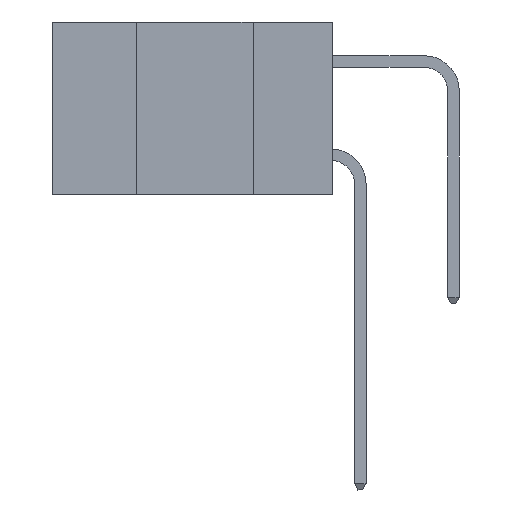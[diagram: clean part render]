
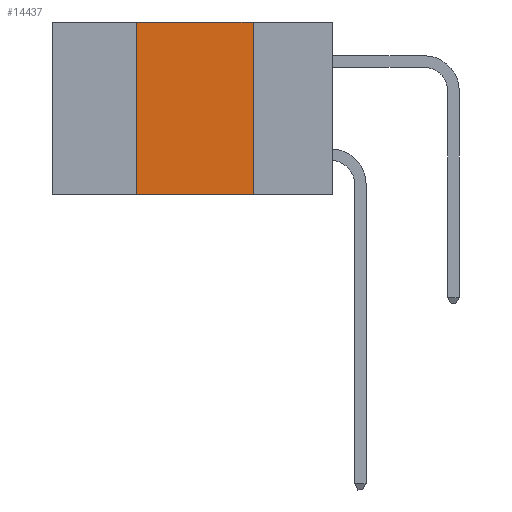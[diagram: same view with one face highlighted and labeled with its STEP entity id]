
A CAD part, left-side view. The second image highlights one B-rep face of the part: STEP entity #14437.
In plain terms, the highlighted planar face has unit normal (-1, 0, 0).
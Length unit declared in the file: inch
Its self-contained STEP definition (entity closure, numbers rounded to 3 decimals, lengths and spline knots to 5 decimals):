
#790 = CARTESIAN_POINT ( 'NONE',  ( 0., 0.42, -0.37 ) ) ;
#1733 = EDGE_LOOP ( 'NONE', ( #3444, #6378, #21063, #6974 ) ) ;
#1808 = DIRECTION ( 'NONE',  ( 0., 0., -1. ) ) ;
#1828 = CARTESIAN_POINT ( 'NONE',  ( 0., 0.42, -0.37 ) ) ;
#1875 = CARTESIAN_POINT ( 'NONE',  ( 0., 0.6, 0. ) ) ;
#2116 = CARTESIAN_POINT ( 'NONE',  ( 0., 0.6, -0.37 ) ) ;
#2190 = LINE ( 'NONE', #3189, #6878 ) ;
#2835 = LINE ( 'NONE', #790, #22102 ) ;
#2855 = DIRECTION ( 'NONE',  ( 0., 0., 1. ) ) ;
#3189 = CARTESIAN_POINT ( 'NONE',  ( 0., 0.17, -0.37 ) ) ;
#3444 = ORIENTED_EDGE ( 'NONE', *, *, #21632, .F. ) ;
#3739 = EDGE_CURVE ( 'NONE', #5835, #20502, #2835, .T. ) ;
#4216 = DIRECTION ( 'NONE',  ( 0., -1., 0. ) ) ;
#4694 = FACE_OUTER_BOUND ( 'NONE', #1733, .T. ) ;
#4776 = VECTOR ( 'NONE', #20685, 39.37008 ) ;
#5261 = DIRECTION ( 'NONE',  ( 0., 0., -1. ) ) ;
#5835 = VERTEX_POINT ( 'NONE', #1828 ) ;
#5975 = LINE ( 'NONE', #1875, #4776 ) ;
#6378 = ORIENTED_EDGE ( 'NONE', *, *, #10545, .F. ) ;
#6878 = VECTOR ( 'NONE', #5261, 39.37008 ) ;
#6974 = ORIENTED_EDGE ( 'NONE', *, *, #21163, .T. ) ;
#9948 = AXIS2_PLACEMENT_3D ( 'NONE', #24199, #13205, #1808 ) ;
#10545 = EDGE_CURVE ( 'NONE', #20502, #20639, #5975, .T. ) ;
#10639 = LINE ( 'NONE', #2116, #19841 ) ;
#13205 = DIRECTION ( 'NONE',  ( 1., 0., 0. ) ) ;
#13669 = CARTESIAN_POINT ( 'NONE',  ( 0., 0.42, 0. ) ) ;
#14437 = ADVANCED_FACE ( 'NONE', ( #4694 ), #18673, .F. ) ;
#18673 = PLANE ( 'NONE',  #9948 ) ;
#19841 = VECTOR ( 'NONE', #4216, 39.37008 ) ;
#20502 = VERTEX_POINT ( 'NONE', #13669 ) ;
#20639 = VERTEX_POINT ( 'NONE', #21422 ) ;
#20685 = DIRECTION ( 'NONE',  ( 0., -1., 0. ) ) ;
#21063 = ORIENTED_EDGE ( 'NONE', *, *, #3739, .F. ) ;
#21163 = EDGE_CURVE ( 'NONE', #5835, #23363, #10639, .T. ) ;
#21422 = CARTESIAN_POINT ( 'NONE',  ( 0., 0.17, 0. ) ) ;
#21632 = EDGE_CURVE ( 'NONE', #20639, #23363, #2190, .T. ) ;
#22102 = VECTOR ( 'NONE', #2855, 39.37008 ) ;
#23102 = CARTESIAN_POINT ( 'NONE',  ( 0., 0.17, -0.37 ) ) ;
#23363 = VERTEX_POINT ( 'NONE', #23102 ) ;
#24199 = CARTESIAN_POINT ( 'NONE',  ( 0., 0.6, 0. ) ) ;
